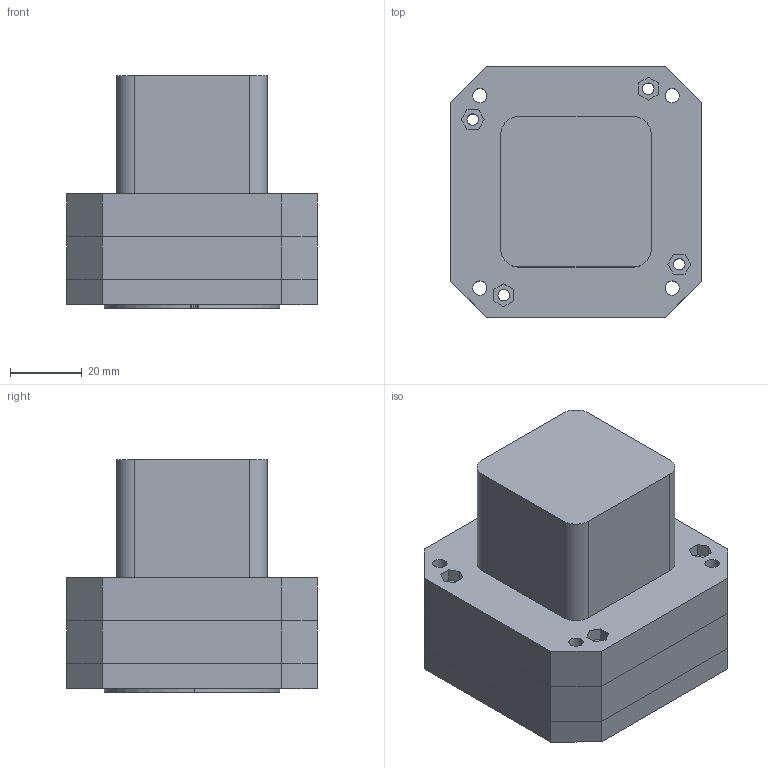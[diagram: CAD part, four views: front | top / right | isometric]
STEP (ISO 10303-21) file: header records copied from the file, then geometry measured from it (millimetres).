
FILE_DESCRIPTION (( 'STEP AP214' ), '1' );
FILE_NAME ('BG_GetriebeWolfromNEMA17.STEP', '2022-10-22T16:45:09', ( '' ), ( '' ), 'SwSTEP 2.0', 'SolidWorks 2019', '' );
FILE_SCHEMA (( 'AUTOMOTIVE_DESIGN' ));
Length unit declared in the file: millimetre
Products named in the file (10): A3_Sonne_gross; Oberteil; BG_GetriebeWolfromNEMA17; A3_Planet_gross; A3_BasisZK_74Z_gross; A3_AbtriebZK_70Z_gross; AbtriebOben; KugellagerRillen_6709_55x45x6; Mittelteil; MotorNEMA17
Assembly tree (9 placements, depth 2):
  BG_GetriebeWolfromNEMA17
    A3_BasisZK_74Z_gross
    MotorNEMA17
    Oberteil
    KugellagerRillen_6709_55x45x6
    A3_AbtriebZK_70Z_gross
    AbtriebOben
    A3_Sonne_gross
    A3_Planet_gross
    Mittelteil
Bounding box: 70 x 70 x 65 mm (x, y, z)
Volume: 159651.8 mm3; surface area: 70935.9 mm2
Topology: 9 solids, 9 shells, 1307 faces, 3735 edges, 2476 vertices
Faces by surface type: bspline 687, cylinder 337, plane 241, cone 42
Entity records: 64019 total; most frequent: CARTESIAN_POINT 33369, ORIENTED_EDGE 7470, DIRECTION 4343, EDGE_CURVE 3735, VERTEX_POINT 2476, LINE 1643, VECTOR 1643, EDGE_LOOP 1437
